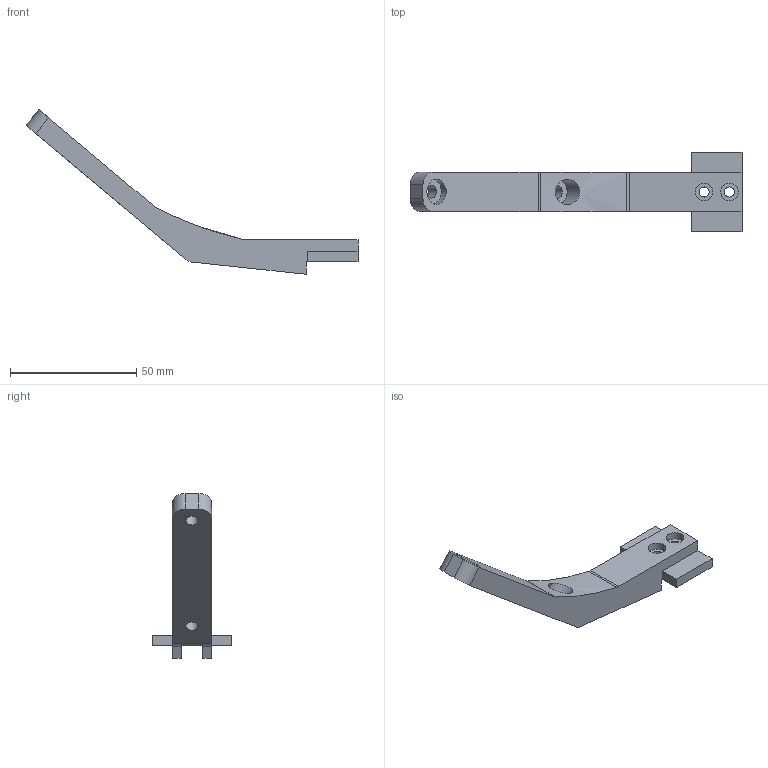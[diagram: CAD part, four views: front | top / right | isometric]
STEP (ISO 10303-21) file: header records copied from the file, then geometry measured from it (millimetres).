
FILE_DESCRIPTION(('CATIA V5 STEP Exchange'),'2;1');
FILE_NAME('Bras devis.stp','2019-09-25T08:02:15+00:00',('none'),('none'),'Version 5-6 Release 2012','CATIA V5 STEP AP203','none');
FILE_SCHEMA(('CONFIG_CONTROL_DESIGN'));
Length unit declared in the file: millimetre
Products named in the file (1): Bras
Bounding box: 131.43 x 31.5 x 65.17 mm (x, y, z)
Volume: 21321.2 mm3; surface area: 9274.4 mm2
Topology: 1 solids, 1 shells, 46 faces, 122 edges, 82 vertices
Faces by surface type: plane 24, cylinder 22
Entity records: 1418 total; most frequent: CARTESIAN_POINT 266, ORIENTED_EDGE 244, DIRECTION 186, EDGE_CURVE 122, VERTEX_POINT 82, AXIS2_PLACEMENT_3D 78, VECTOR 76, LINE 76
